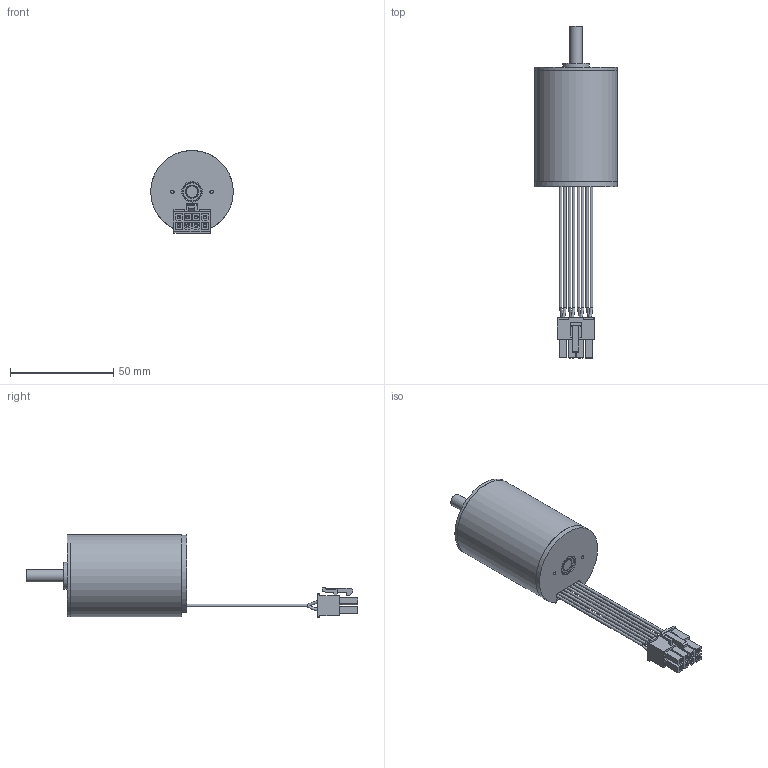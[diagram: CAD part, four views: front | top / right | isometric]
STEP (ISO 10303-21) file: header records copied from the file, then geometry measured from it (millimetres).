
FILE_DESCRIPTION (( 'STEP AP203' ), '1' );
FILE_NAME ('EC4058 3D芞.STEP', '2025-12-01T10:04:37', ( 'Windows 蚚誧' ), ( 'Organization' ), 'SwSTEP 2.0', 'SolidWorks 2020', '' );
FILE_SCHEMA (( 'CONFIG_CONTROL_DESIGN' ));
Length unit declared in the file: millimetre
Products named in the file (7): 01.01.0146 ヶ傷裔; 01.14.0121 傷赽盄; 01.02.0112 綴傷裔; 01.10.0279 粣; EC4058 3Dͼ; 01.07.0083 儂褲; 01.06.0058 R-1560X13KK
Assembly tree (7 placements, depth 2):
  EC4058 3Dͼ
    01.07.0083 儂褲
    01.01.0146 ヶ傷裔
    01.02.0112 綴傷裔
    01.06.0058 R-1560X13KK  x2
    01.10.0279 粣
    01.14.0121 傷赽盄
Bounding box: 40 x 161.1 x 40.25 mm (x, y, z)
Volume: 25574 mm3; surface area: 31119.9 mm2
Topology: 12 solids, 12 shells, 672 faces, 1811 edges, 1195 vertices
Faces by surface type: plane 437, cylinder 89, sphere 80, torus 48, cone 10, bspline 8
Full cylindrical faces by diameter (mm): 0.6 x8, 1.3 x8, 1.6 x2, 2.5 x4, 6 x3, 8.6 x4, 9.451 x4, 10 x2, 10.341 x2, 11.76 x2, 13 x1, 13.5 x8, 15 x4, 37 x2, 38 x2, 38.1 x1, 38.3 x1, 40 x2
Entity records: 19563 total; most frequent: CARTESIAN_POINT 5004, ORIENTED_EDGE 2838, DIRECTION 2694, EDGE_CURVE 1419, VECTOR 976, LINE 976, VERTEX_POINT 967, AXIS2_PLACEMENT_3D 859
